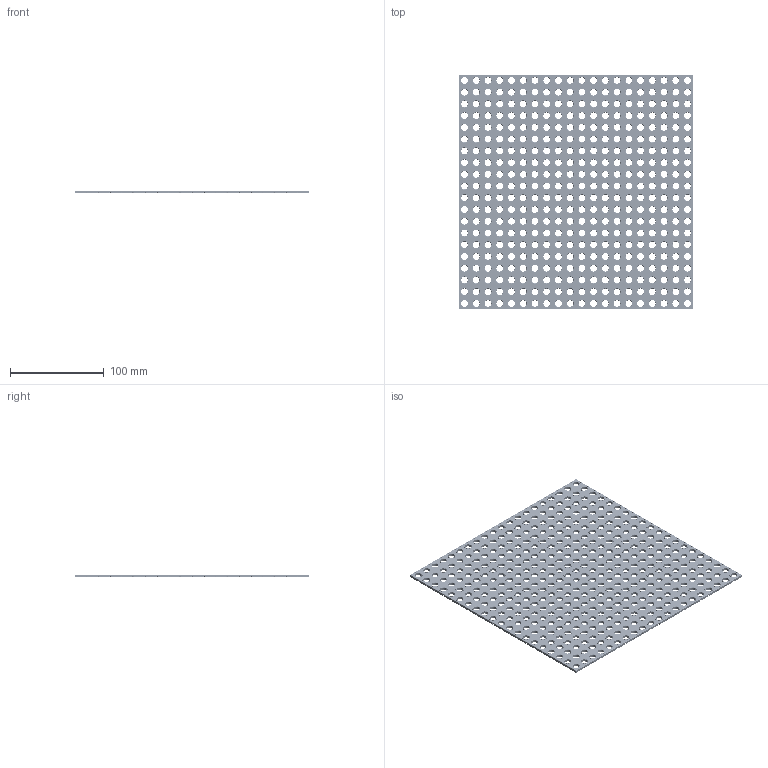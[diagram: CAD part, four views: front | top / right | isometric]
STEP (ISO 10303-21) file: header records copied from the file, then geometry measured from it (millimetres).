
FILE_DESCRIPTION(('FreeCAD Model'),'2;1');
FILE_NAME('Open CASCADE Shape Model','2024-02-25T17:04:11',(''),(''), 'Open CASCADE STEP processor 7.6','FreeCAD','Unknown');
FILE_SCHEMA(('AUTOMOTIVE_DESIGN { 1 0 10303 214 1 1 1 1 }'));
Products named in the file (1): Plate SQR CRNS BU20x00.25 - SPN-PLT-0079 (stemfie.org)
Bounding box: 250 x 250 x 3.12 mm (x, y, z)
Volume: 136916.2 mm3; surface area: 126358.4 mm2
Topology: 1 solids, 1 shells, 3756 faces, 9155 edges, 5834 vertices
Faces by surface type: plane 1478, cylinder 1332, cone 800, extrusion 146
Full cylindrical faces by diameter (mm): 7 x400, 9.2 x400
Entity records: 233882 total; most frequent: CARTESIAN_POINT 45090, DIRECTION 36233, VECTOR 20219, LINE 20073, ORIENTED_EDGE 18310, PCURVE 18310, DEFINITIONAL_REPRESENTATION 18310, EDGE_CURVE 9155
